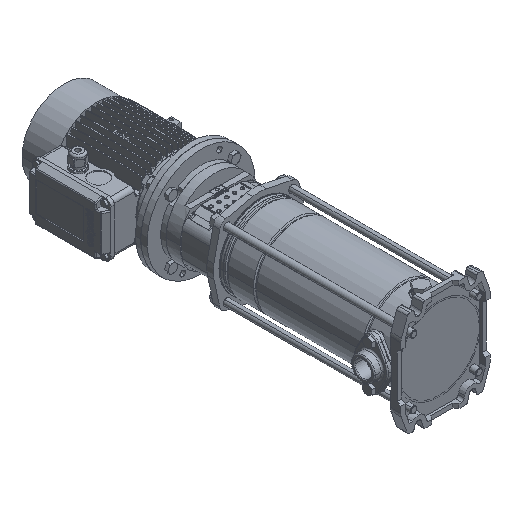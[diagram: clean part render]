
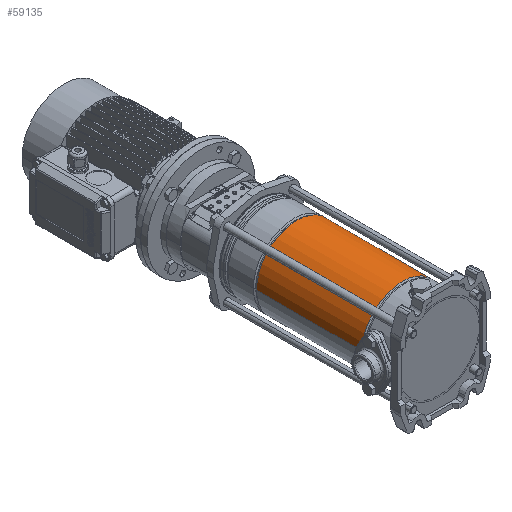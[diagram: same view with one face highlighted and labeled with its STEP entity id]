
A CAD part, isometric view. The second image highlights one B-rep face of the part: STEP entity #59135.
In plain terms, the highlighted cylindrical face has radius 74.4 mm (diameter 148.8 mm), a partial arc.
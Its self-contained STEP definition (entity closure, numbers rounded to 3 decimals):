
#2647 = CARTESIAN_POINT ( 'NONE',  ( 74.4, 0., 262.664 ) ) ;
#5666 = ORIENTED_EDGE ( 'NONE', *, *, #68446, .F. ) ;
#7380 = VERTEX_POINT ( 'NONE', #2647 ) ;
#8332 = ORIENTED_EDGE ( 'NONE', *, *, #21851, .T. ) ;
#9778 = DIRECTION ( 'NONE',  ( -1., 0., 0. ) ) ;
#14558 = AXIS2_PLACEMENT_3D ( 'NONE', #57499, #56471, #9778 ) ;
#15102 = EDGE_CURVE ( 'NONE', #7380, #66715, #59068, .T. ) ;
#15428 = CIRCLE ( 'NONE', #47609, 74.4 ) ;
#19659 = CARTESIAN_POINT ( 'NONE',  ( 0., 0., 67.336 ) ) ;
#21177 = DIRECTION ( 'NONE',  ( 0., 0., -1. ) ) ;
#21509 = EDGE_LOOP ( 'NONE', ( #64548, #21765, #8332, #5666 ) ) ;
#21765 = ORIENTED_EDGE ( 'NONE', *, *, #39160, .T. ) ;
#21851 = EDGE_CURVE ( 'NONE', #40886, #29242, #60017, .T. ) ;
#24011 = DIRECTION ( 'NONE',  ( 0., 0., -1. ) ) ;
#25141 = CARTESIAN_POINT ( 'NONE',  ( -74.4, 0., 67.336 ) ) ;
#27264 = CARTESIAN_POINT ( 'NONE',  ( 74.4, 0., 0. ) ) ;
#29242 = VERTEX_POINT ( 'NONE', #25141 ) ;
#36774 = CARTESIAN_POINT ( 'NONE',  ( 0., 0., 262.664 ) ) ;
#39160 = EDGE_CURVE ( 'NONE', #7380, #40886, #42325, .T. ) ;
#40779 = DIRECTION ( 'NONE',  ( 0., 0., -1. ) ) ;
#40886 = VERTEX_POINT ( 'NONE', #45303 ) ;
#41281 = CARTESIAN_POINT ( 'NONE',  ( 74.4, 0., 67.336 ) ) ;
#42325 = CIRCLE ( 'NONE', #61091, 74.4 ) ;
#43228 = VECTOR ( 'NONE', #53547, 1000. ) ;
#44787 = CARTESIAN_POINT ( 'NONE',  ( -74.4, 0., 0. ) ) ;
#45303 = CARTESIAN_POINT ( 'NONE',  ( -74.4, 0., 262.664 ) ) ;
#45418 = CYLINDRICAL_SURFACE ( 'NONE', #14558, 74.4 ) ;
#47609 = AXIS2_PLACEMENT_3D ( 'NONE', #19659, #40779, #61882 ) ;
#51645 = DIRECTION ( 'NONE',  ( -1., 0., 0. ) ) ;
#53547 = DIRECTION ( 'NONE',  ( 0., 0., -1. ) ) ;
#54448 = VECTOR ( 'NONE', #24011, 1000. ) ;
#56471 = DIRECTION ( 'NONE',  ( 0., 0., -1. ) ) ;
#57499 = CARTESIAN_POINT ( 'NONE',  ( 0., 0., 0. ) ) ;
#59068 = LINE ( 'NONE', #27264, #43228 ) ;
#59135 = ADVANCED_FACE ( 'NONE', ( #62031 ), #45418, .T. ) ;
#60017 = LINE ( 'NONE', #44787, #54448 ) ;
#61091 = AXIS2_PLACEMENT_3D ( 'NONE', #36774, #21177, #51645 ) ;
#61882 = DIRECTION ( 'NONE',  ( -1., 0., 0. ) ) ;
#62031 = FACE_OUTER_BOUND ( 'NONE', #21509, .T. ) ;
#64548 = ORIENTED_EDGE ( 'NONE', *, *, #15102, .F. ) ;
#66715 = VERTEX_POINT ( 'NONE', #41281 ) ;
#68446 = EDGE_CURVE ( 'NONE', #66715, #29242, #15428, .T. ) ;
